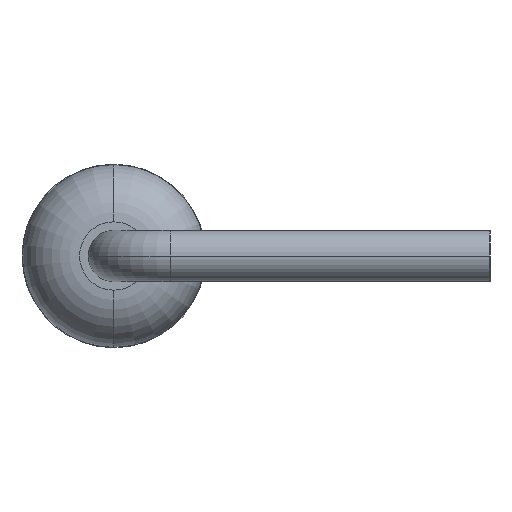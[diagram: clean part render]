
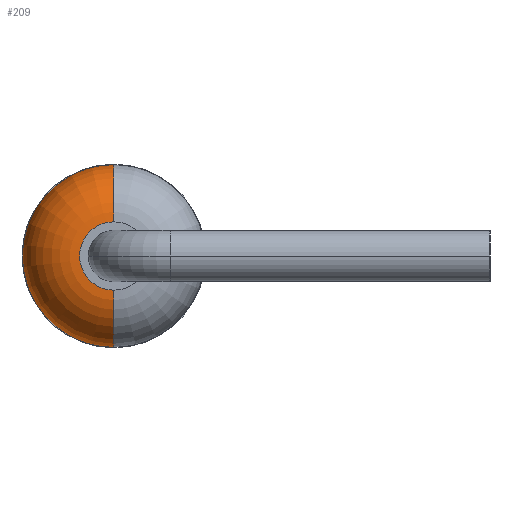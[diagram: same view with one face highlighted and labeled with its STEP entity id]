
A CAD part, left-side view. The second image highlights one B-rep face of the part: STEP entity #209.
In plain terms, the highlighted toroidal (fillet/blend) face has major radius 0.3 mm and minor radius 0.5 mm.
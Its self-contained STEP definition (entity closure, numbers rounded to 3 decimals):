
#3 = CARTESIAN_POINT ( 'NONE',  ( -1.8, 1.3, 0.3 ) ) ;
#41 = CIRCLE ( 'NONE', #49, 0.3 ) ;
#49 = AXIS2_PLACEMENT_3D ( 'NONE', #1135, #521, #694 ) ;
#79 = DIRECTION ( 'NONE',  ( 0., 0., 1. ) ) ;
#99 = DIRECTION ( 'NONE',  ( 0., -1., 0. ) ) ;
#209 = ADVANCED_FACE ( 'NONE', ( #372 ), #296, .T. ) ;
#216 = AXIS2_PLACEMENT_3D ( 'NONE', #900, #541, #368 ) ;
#238 = CARTESIAN_POINT ( 'NONE',  ( -1.3, 1.3, 0.8 ) ) ;
#264 = VERTEX_POINT ( 'NONE', #1051 ) ;
#276 = EDGE_CURVE ( 'NONE', #390, #264, #41, .T. ) ;
#296 = TOROIDAL_SURFACE ( 'NONE', #740, 0.3, 0.5 ) ;
#348 = EDGE_CURVE ( 'NONE', #749, #264, #939, .T. ) ;
#365 = ORIENTED_EDGE ( 'NONE', *, *, #471, .F. ) ;
#368 = DIRECTION ( 'NONE',  ( 0., 0., 1. ) ) ;
#372 = FACE_OUTER_BOUND ( 'NONE', #1040, .T. ) ;
#390 = VERTEX_POINT ( 'NONE', #3 ) ;
#399 = AXIS2_PLACEMENT_3D ( 'NONE', #551, #99, #991 ) ;
#400 = CIRCLE ( 'NONE', #216, 0.8 ) ;
#471 = EDGE_CURVE ( 'NONE', #1024, #390, #1154, .T. ) ;
#521 = DIRECTION ( 'NONE',  ( -1., 0., 0. ) ) ;
#523 = CARTESIAN_POINT ( 'NONE',  ( -1.3, 1.3, -0.3 ) ) ;
#541 = DIRECTION ( 'NONE',  ( -1., 0., 0. ) ) ;
#551 = CARTESIAN_POINT ( 'NONE',  ( -1.3, 1.3, 0.3 ) ) ;
#591 = AXIS2_PLACEMENT_3D ( 'NONE', #523, #620, #79 ) ;
#598 = CARTESIAN_POINT ( 'NONE',  ( -1.3, 1.3, -0.8 ) ) ;
#614 = DIRECTION ( 'NONE',  ( -1., 0., 0. ) ) ;
#620 = DIRECTION ( 'NONE',  ( 0., 1., 0. ) ) ;
#639 = ORIENTED_EDGE ( 'NONE', *, *, #348, .T. ) ;
#694 = DIRECTION ( 'NONE',  ( 0., 0., 1. ) ) ;
#740 = AXIS2_PLACEMENT_3D ( 'NONE', #963, #614, #883 ) ;
#749 = VERTEX_POINT ( 'NONE', #598 ) ;
#788 = ORIENTED_EDGE ( 'NONE', *, *, #276, .F. ) ;
#844 = ORIENTED_EDGE ( 'NONE', *, *, #946, .T. ) ;
#883 = DIRECTION ( 'NONE',  ( 0., 0., 1. ) ) ;
#900 = CARTESIAN_POINT ( 'NONE',  ( -1.3, 1.3, 0. ) ) ;
#939 = CIRCLE ( 'NONE', #591, 0.5 ) ;
#946 = EDGE_CURVE ( 'NONE', #1024, #749, #400, .T. ) ;
#963 = CARTESIAN_POINT ( 'NONE',  ( -1.3, 1.3, 0. ) ) ;
#991 = DIRECTION ( 'NONE',  ( 0., 0., -1. ) ) ;
#1024 = VERTEX_POINT ( 'NONE', #238 ) ;
#1040 = EDGE_LOOP ( 'NONE', ( #844, #639, #788, #365 ) ) ;
#1051 = CARTESIAN_POINT ( 'NONE',  ( -1.8, 1.3, -0.3 ) ) ;
#1135 = CARTESIAN_POINT ( 'NONE',  ( -1.8, 1.3, 0. ) ) ;
#1154 = CIRCLE ( 'NONE', #399, 0.5 ) ;
